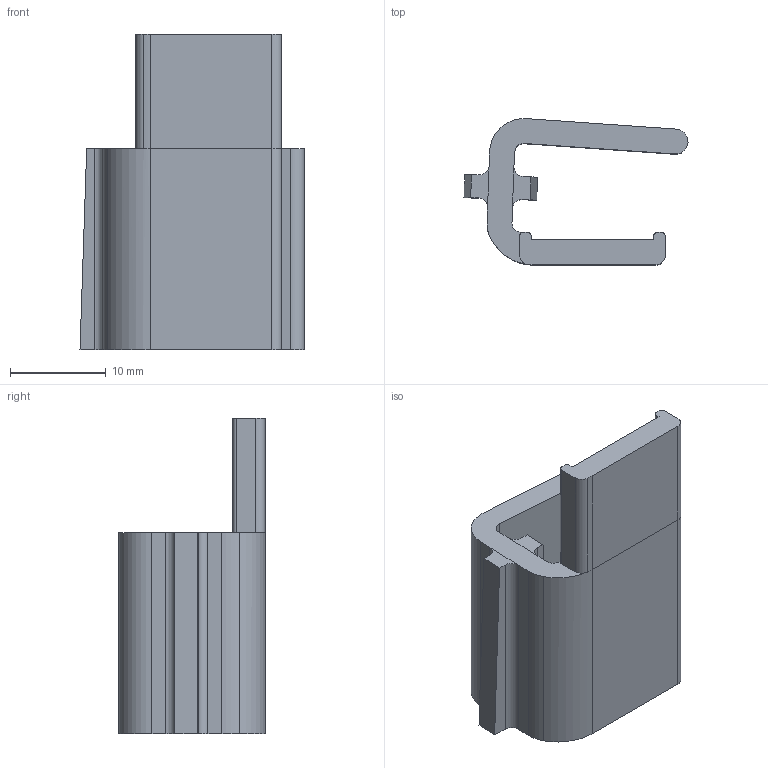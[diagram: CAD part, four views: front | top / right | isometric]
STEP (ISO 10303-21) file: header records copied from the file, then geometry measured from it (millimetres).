
FILE_DESCRIPTION(('FreeCAD Model'),'2;1');
FILE_NAME('Open CASCADE Shape Model','2025-05-17T23:51:11',(''),(''), 'Open CASCADE STEP processor 7.7','FreeCAD','Unknown');
FILE_SCHEMA(('AUTOMOTIVE_DESIGN { 1 0 10303 214 1 1 1 1 }'));
Length unit declared in the file: millimetre
Products named in the file (1): Body
Bounding box: 23.4 x 15.29 x 33 mm (x, y, z)
Volume: 3306.5 mm3; surface area: 2944 mm2
Topology: 1 solids, 1 shells, 53 faces, 140 edges, 89 vertices
Faces by surface type: plane 32, cylinder 21
Entity records: 1650 total; most frequent: DIRECTION 286, CARTESIAN_POINT 283, ORIENTED_EDGE 280, EDGE_CURVE 140, LINE 102, VECTOR 102, AXIS2_PLACEMENT_3D 92, VERTEX_POINT 89
